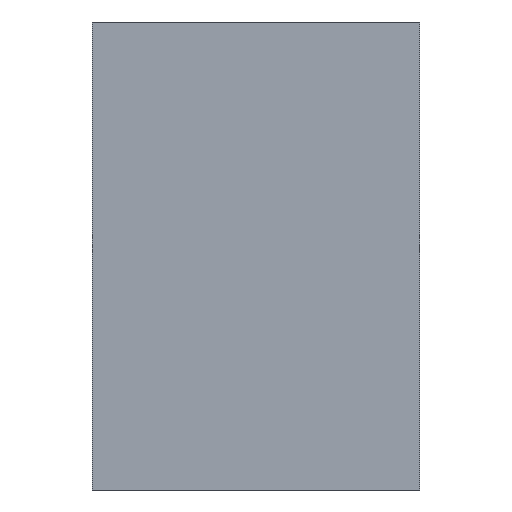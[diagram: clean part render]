
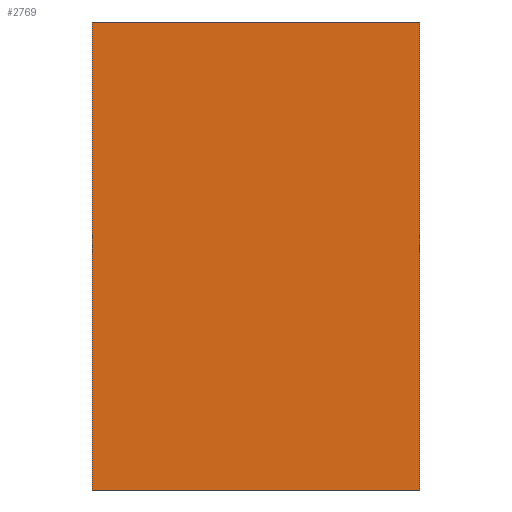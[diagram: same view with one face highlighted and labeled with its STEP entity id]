
A CAD part, left-side view. The second image highlights one B-rep face of the part: STEP entity #2769.
In plain terms, the highlighted planar face has unit normal (-1, 0, 0).
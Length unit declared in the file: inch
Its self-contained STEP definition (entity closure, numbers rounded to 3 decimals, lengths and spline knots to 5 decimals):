
#180 = VECTOR ( 'NONE', #2620, 39.37008 ) ;
#403 = CARTESIAN_POINT ( 'NONE',  ( -0.02, -0.007, 0.01 ) ) ;
#561 = VERTEX_POINT ( 'NONE', #403 ) ;
#587 = ORIENTED_EDGE ( 'NONE', *, *, #3121, .T. ) ;
#589 = EDGE_CURVE ( 'NONE', #2007, #2559, #1695, .T. ) ;
#783 = ORIENTED_EDGE ( 'NONE', *, *, #589, .T. ) ;
#818 = EDGE_CURVE ( 'NONE', #561, #821, #2380, .T. ) ;
#821 = VERTEX_POINT ( 'NONE', #3270 ) ;
#922 = VECTOR ( 'NONE', #3865, 39.37008 ) ;
#977 = EDGE_LOOP ( 'NONE', ( #587, #1378, #3663, #783 ) ) ;
#1016 = LINE ( 'NONE', #3628, #180 ) ;
#1176 = CARTESIAN_POINT ( 'NONE',  ( -0.02, 0., 0.01 ) ) ;
#1378 = ORIENTED_EDGE ( 'NONE', *, *, #818, .F. ) ;
#1489 = DIRECTION ( 'NONE',  ( 0., 0., -1. ) ) ;
#1695 = LINE ( 'NONE', #2909, #2088 ) ;
#1796 = PLANE ( 'NONE',  #2762 ) ;
#2002 = CARTESIAN_POINT ( 'NONE',  ( -0.02, 0., 0.01 ) ) ;
#2007 = VERTEX_POINT ( 'NONE', #2243 ) ;
#2038 = DIRECTION ( 'NONE',  ( 0., 0., -1. ) ) ;
#2088 = VECTOR ( 'NONE', #2038, 39.37008 ) ;
#2243 = CARTESIAN_POINT ( 'NONE',  ( -0.02, 0.007, 0.01 ) ) ;
#2291 = CARTESIAN_POINT ( 'NONE',  ( -0.02, -0.007, 0.01 ) ) ;
#2380 = LINE ( 'NONE', #2291, #4026 ) ;
#2559 = VERTEX_POINT ( 'NONE', #3334 ) ;
#2620 = DIRECTION ( 'NONE',  ( 0., -1., 0. ) ) ;
#2762 = AXIS2_PLACEMENT_3D ( 'NONE', #1176, #3364, #1489 ) ;
#2769 = ADVANCED_FACE ( 'NONE', ( #3362 ), #1796, .F. ) ;
#2909 = CARTESIAN_POINT ( 'NONE',  ( -0.02, 0.007, 0.01 ) ) ;
#3121 = EDGE_CURVE ( 'NONE', #2559, #821, #1016, .T. ) ;
#3201 = EDGE_CURVE ( 'NONE', #2007, #561, #3430, .T. ) ;
#3268 = DIRECTION ( 'NONE',  ( 0., 0., -1. ) ) ;
#3270 = CARTESIAN_POINT ( 'NONE',  ( -0.02, -0.007, -0.01 ) ) ;
#3334 = CARTESIAN_POINT ( 'NONE',  ( -0.02, 0.007, -0.01 ) ) ;
#3362 = FACE_OUTER_BOUND ( 'NONE', #977, .T. ) ;
#3364 = DIRECTION ( 'NONE',  ( 1., 0., 0. ) ) ;
#3430 = LINE ( 'NONE', #2002, #922 ) ;
#3628 = CARTESIAN_POINT ( 'NONE',  ( -0.02, 0., -0.01 ) ) ;
#3663 = ORIENTED_EDGE ( 'NONE', *, *, #3201, .F. ) ;
#3865 = DIRECTION ( 'NONE',  ( 0., -1., 0. ) ) ;
#4026 = VECTOR ( 'NONE', #3268, 39.37008 ) ;
